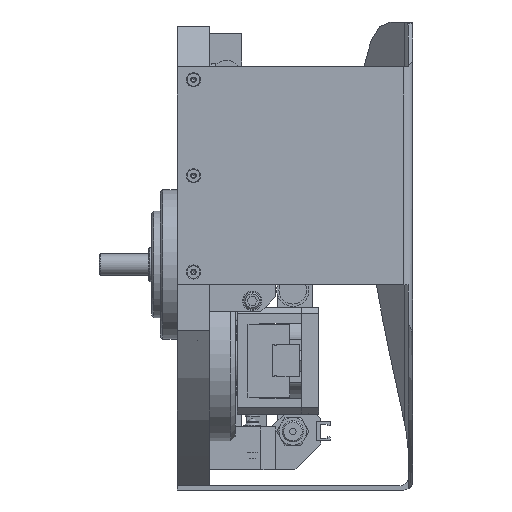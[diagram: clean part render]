
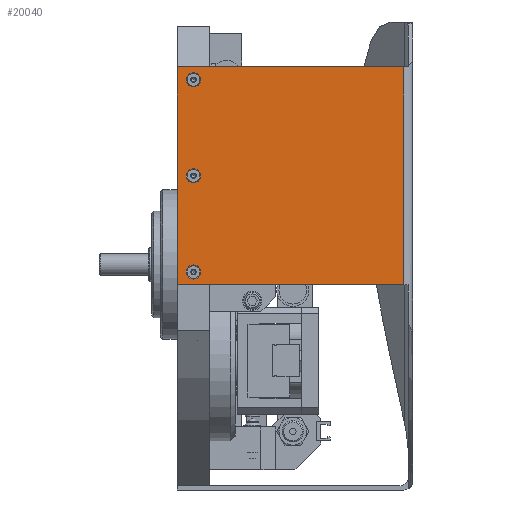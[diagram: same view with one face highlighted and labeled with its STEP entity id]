
A CAD part, front view. The second image highlights one B-rep face of the part: STEP entity #20040.
In plain terms, the highlighted face is planar.
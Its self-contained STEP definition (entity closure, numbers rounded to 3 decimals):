
#1395=PLANE('',#23163);
#2465=LINE('',#35423,#3563);
#2466=LINE('',#35426,#3564);
#2467=LINE('',#35428,#3565);
#2468=LINE('',#35430,#3566);
#3563=VECTOR('',#29237,1000.);
#3564=VECTOR('',#29238,1000.);
#3565=VECTOR('',#29239,1000.);
#3566=VECTOR('',#29240,1000.);
#8267=ORIENTED_EDGE('',*,*,#10814,.T.);
#8268=ORIENTED_EDGE('',*,*,#10815,.T.);
#8269=ORIENTED_EDGE('',*,*,#10816,.T.);
#8270=ORIENTED_EDGE('',*,*,#10817,.F.);
#8271=ORIENTED_EDGE('',*,*,#10818,.F.);
#8272=ORIENTED_EDGE('',*,*,#10819,.T.);
#8273=ORIENTED_EDGE('',*,*,#10820,.F.);
#10814=EDGE_CURVE('',#12683,#12683,#13862,.T.);
#10815=EDGE_CURVE('',#12684,#12684,#13863,.T.);
#10816=EDGE_CURVE('',#12685,#12685,#13864,.T.);
#10817=EDGE_CURVE('',#12686,#12687,#2465,.T.);
#10818=EDGE_CURVE('',#12688,#12686,#2466,.T.);
#10819=EDGE_CURVE('',#12688,#12689,#2467,.T.);
#10820=EDGE_CURVE('',#12687,#12689,#2468,.T.);
#12683=VERTEX_POINT('',#35418);
#12684=VERTEX_POINT('',#35420);
#12685=VERTEX_POINT('',#35422);
#12686=VERTEX_POINT('',#35424);
#12687=VERTEX_POINT('',#35425);
#12688=VERTEX_POINT('',#35427);
#12689=VERTEX_POINT('',#35429);
#13862=CIRCLE('',#23164,3.3);
#13863=CIRCLE('',#23165,3.3);
#13864=CIRCLE('',#23166,3.3);
#16025=EDGE_LOOP('',(#8267));
#16026=EDGE_LOOP('',(#8268));
#16027=EDGE_LOOP('',(#8269));
#16028=EDGE_LOOP('',(#8270,#8271,#8272,#8273));
#18270=FACE_BOUND('',#16025,.T.);
#18271=FACE_BOUND('',#16026,.T.);
#18272=FACE_BOUND('',#16027,.T.);
#18273=FACE_BOUND('',#16028,.T.);
#20040=ADVANCED_FACE('',(#18270,#18271,#18272,#18273),#1395,.F.);
#23163=AXIS2_PLACEMENT_3D('',#35416,#29229,#29230);
#23164=AXIS2_PLACEMENT_3D('',#35417,#29231,#29232);
#23165=AXIS2_PLACEMENT_3D('',#35419,#29233,#29234);
#23166=AXIS2_PLACEMENT_3D('',#35421,#29235,#29236);
#29229=DIRECTION('',(0.,0.,-1.));
#29230=DIRECTION('',(-1.,0.,0.));
#29231=DIRECTION('',(0.,0.,-1.));
#29232=DIRECTION('',(-1.,0.,0.));
#29233=DIRECTION('',(0.,0.,-1.));
#29234=DIRECTION('',(-1.,0.,0.));
#29235=DIRECTION('',(0.,0.,-1.));
#29236=DIRECTION('',(-1.,0.,0.));
#29237=DIRECTION('',(1.,0.,0.));
#29238=DIRECTION('',(0.,1.,0.));
#29239=DIRECTION('',(1.,0.,0.));
#29240=DIRECTION('',(0.,-1.,0.));
#35416=CARTESIAN_POINT('',(-198.,105.,0.));
#35417=CARTESIAN_POINT('',(-192.,2.5,0.));
#35418=CARTESIAN_POINT('',(-195.3,2.5,0.));
#35419=CARTESIAN_POINT('',(-147.,2.5,0.));
#35420=CARTESIAN_POINT('',(-150.3,2.5,0.));
#35421=CARTESIAN_POINT('',(-102.,2.5,0.));
#35422=CARTESIAN_POINT('',(-105.3,2.5,0.));
#35423=CARTESIAN_POINT('',(-220.,101.,0.));
#35424=CARTESIAN_POINT('',(-198.,101.,0.));
#35425=CARTESIAN_POINT('',(-96.,101.,0.));
#35426=CARTESIAN_POINT('',(-198.,-12.,0.));
#35427=CARTESIAN_POINT('',(-198.,-5.,0.));
#35428=CARTESIAN_POINT('',(-198.,-5.,0.));
#35429=CARTESIAN_POINT('',(-96.,-5.,0.));
#35430=CARTESIAN_POINT('',(-96.,103.,0.));
